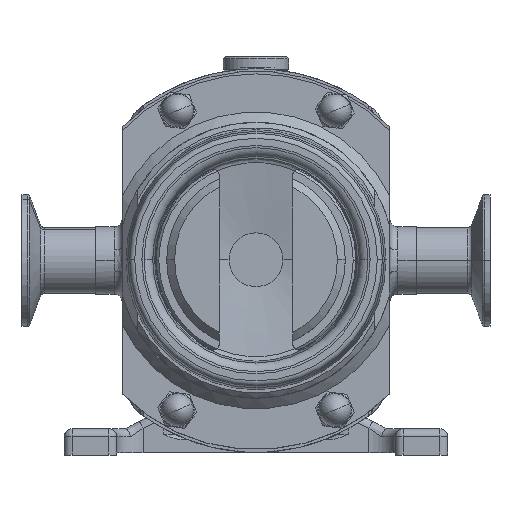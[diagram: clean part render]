
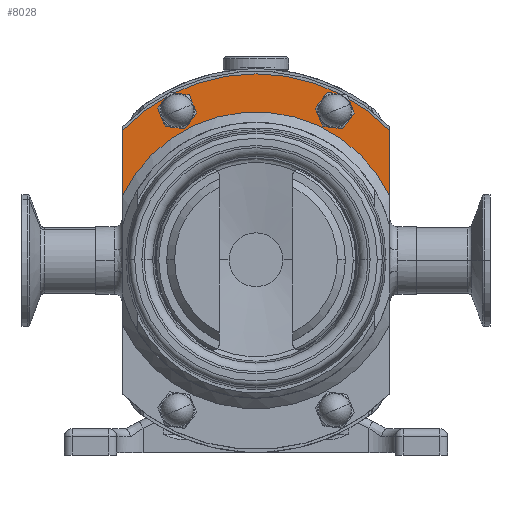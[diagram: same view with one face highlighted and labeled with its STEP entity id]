
A CAD part, top view. The second image highlights one B-rep face of the part: STEP entity #8028.
In plain terms, the highlighted planar face has unit normal (0, 0, 1).
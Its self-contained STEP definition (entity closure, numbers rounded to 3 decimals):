
#524 = CARTESIAN_POINT ( 'NONE',  ( 0., 0., 12. ) ) ;
#658 = VERTEX_POINT ( 'NONE', #12669 ) ;
#920 = EDGE_CURVE ( 'NONE', #4173, #658, #7067, .T. ) ;
#1006 = ORIENTED_EDGE ( 'NONE', *, *, #7549, .T. ) ;
#1813 = ORIENTED_EDGE ( 'NONE', *, *, #920, .T. ) ;
#3399 = CARTESIAN_POINT ( 'NONE',  ( -51., 49.396, 12. ) ) ;
#3505 = DIRECTION ( 'NONE',  ( 0., -1., 0. ) ) ;
#4173 = VERTEX_POINT ( 'NONE', #21160 ) ;
#4759 = CARTESIAN_POINT ( 'NONE',  ( -51., 24.316, 12. ) ) ;
#5422 = CARTESIAN_POINT ( 'NONE',  ( -51., 50.823, 12. ) ) ;
#5730 = VECTOR ( 'NONE', #3505, 1000. ) ;
#5934 = ORIENTED_EDGE ( 'NONE', *, *, #6637, .T. ) ;
#6637 = EDGE_CURVE ( 'NONE', #23834, #24459, #15093, .T. ) ;
#7067 = LINE ( 'NONE', #22557, #17026 ) ;
#7124 = ORIENTED_EDGE ( 'NONE', *, *, #12994, .T. ) ;
#7214 = DIRECTION ( 'NONE',  ( 0., 0., -1. ) ) ;
#7549 = EDGE_CURVE ( 'NONE', #658, #23834, #18327, .T. ) ;
#8028 = ADVANCED_FACE ( 'NONE', ( #23383 ), #23634, .T. ) ;
#8232 = AXIS2_PLACEMENT_3D ( 'NONE', #524, #19573, #23251 ) ;
#12669 = CARTESIAN_POINT ( 'NONE',  ( 51., 49.396, 12. ) ) ;
#12994 = EDGE_CURVE ( 'NONE', #24459, #4173, #22936, .T. ) ;
#15093 = LINE ( 'NONE', #5422, #5730 ) ;
#15263 = AXIS2_PLACEMENT_3D ( 'NONE', #24581, #7214, #20533 ) ;
#16581 = DIRECTION ( 'NONE',  ( 1., 0., 0. ) ) ;
#17026 = VECTOR ( 'NONE', #18867, 1000. ) ;
#18327 = CIRCLE ( 'NONE', #19953, 71. ) ;
#18607 = CARTESIAN_POINT ( 'NONE',  ( 0., 0., 12. ) ) ;
#18867 = DIRECTION ( 'NONE',  ( 0., 1., 0. ) ) ;
#19573 = DIRECTION ( 'NONE',  ( 0., 0., 1. ) ) ;
#19876 = EDGE_LOOP ( 'NONE', ( #1813, #1006, #5934, #7124 ) ) ;
#19953 = AXIS2_PLACEMENT_3D ( 'NONE', #18607, #24303, #16581 ) ;
#20533 = DIRECTION ( 'NONE',  ( 1., 0., 0. ) ) ;
#21160 = CARTESIAN_POINT ( 'NONE',  ( 51., 24.316, 12. ) ) ;
#22557 = CARTESIAN_POINT ( 'NONE',  ( 51., 50.823, 12. ) ) ;
#22936 = CIRCLE ( 'NONE', #15263, 56.5 ) ;
#23251 = DIRECTION ( 'NONE',  ( 1., 0., 0. ) ) ;
#23383 = FACE_OUTER_BOUND ( 'NONE', #19876, .T. ) ;
#23634 = PLANE ( 'NONE',  #8232 ) ;
#23834 = VERTEX_POINT ( 'NONE', #3399 ) ;
#24303 = DIRECTION ( 'NONE',  ( 0., 0., 1. ) ) ;
#24459 = VERTEX_POINT ( 'NONE', #4759 ) ;
#24581 = CARTESIAN_POINT ( 'NONE',  ( 0., 0., 12. ) ) ;
